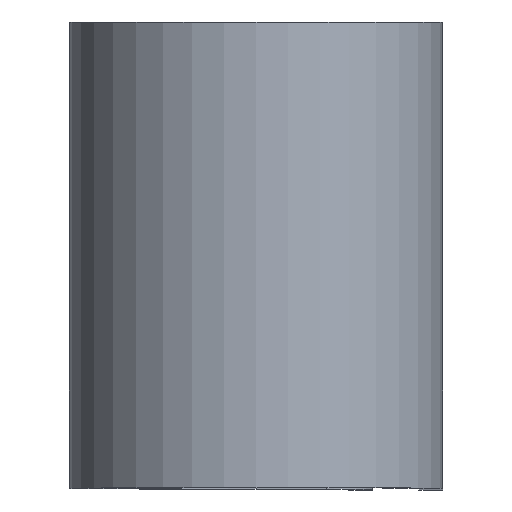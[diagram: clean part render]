
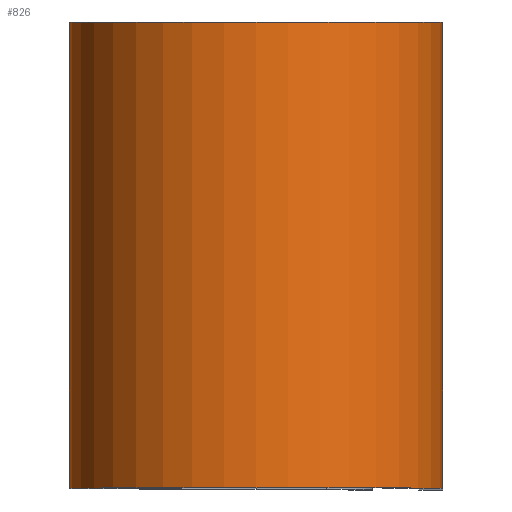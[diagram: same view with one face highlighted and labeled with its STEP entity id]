
A CAD part, top view. The second image highlights one B-rep face of the part: STEP entity #826.
In plain terms, the highlighted cylindrical face has radius 6.363 mm (diameter 12.725 mm), a partial arc.
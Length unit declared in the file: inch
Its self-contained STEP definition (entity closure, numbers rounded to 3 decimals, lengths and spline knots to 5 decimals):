
#15 = VECTOR ( 'NONE', #374, 39.37008 ) ;
#26 = VECTOR ( 'NONE', #390, 39.37008 ) ;
#35 = DIRECTION ( 'NONE',  ( 1., 0., 0. ) ) ;
#81 = VERTEX_POINT ( 'NONE', #462 ) ;
#121 = ORIENTED_EDGE ( 'NONE', *, *, #248, .T. ) ;
#199 = LINE ( 'NONE', #567, #15 ) ;
#234 = DIRECTION ( 'NONE',  ( 0., 1., 0. ) ) ;
#248 = EDGE_CURVE ( 'NONE', #253, #81, #485, .T. ) ;
#249 = AXIS2_PLACEMENT_3D ( 'NONE', #334, #656, #806 ) ;
#253 = VERTEX_POINT ( 'NONE', #550 ) ;
#286 = EDGE_CURVE ( 'NONE', #789, #546, #676, .T. ) ;
#334 = CARTESIAN_POINT ( 'NONE',  ( 0., 0.3125, 0.437 ) ) ;
#374 = DIRECTION ( 'NONE',  ( 0., -1., 0. ) ) ;
#377 = LINE ( 'NONE', #642, #26 ) ;
#390 = DIRECTION ( 'NONE',  ( 0., -1., 0. ) ) ;
#399 = CARTESIAN_POINT ( 'NONE',  ( -0.2505, 0.3125, 0.437 ) ) ;
#434 = DIRECTION ( 'NONE',  ( 0., 1., 0. ) ) ;
#462 = CARTESIAN_POINT ( 'NONE',  ( 0.2505, -0.3125, 0.437 ) ) ;
#485 = CIRCLE ( 'NONE', #555, 0.2505 ) ;
#508 = FACE_OUTER_BOUND ( 'NONE', #862, .T. ) ;
#546 = VERTEX_POINT ( 'NONE', #564 ) ;
#550 = CARTESIAN_POINT ( 'NONE',  ( -0.2505, -0.3125, 0.437 ) ) ;
#555 = AXIS2_PLACEMENT_3D ( 'NONE', #619, #234, #690 ) ;
#564 = CARTESIAN_POINT ( 'NONE',  ( 0.2505, 0.3125, 0.437 ) ) ;
#567 = CARTESIAN_POINT ( 'NONE',  ( 0.2505, 0.3125, 0.437 ) ) ;
#596 = ORIENTED_EDGE ( 'NONE', *, *, #766, .T. ) ;
#617 = EDGE_CURVE ( 'NONE', #546, #81, #199, .T. ) ;
#619 = CARTESIAN_POINT ( 'NONE',  ( 0., -0.3125, 0.437 ) ) ;
#621 = ORIENTED_EDGE ( 'NONE', *, *, #286, .F. ) ;
#624 = AXIS2_PLACEMENT_3D ( 'NONE', #842, #434, #35 ) ;
#642 = CARTESIAN_POINT ( 'NONE',  ( -0.2505, 0.3125, 0.437 ) ) ;
#656 = DIRECTION ( 'NONE',  ( 0., -1., 0. ) ) ;
#676 = CIRCLE ( 'NONE', #624, 0.2505 ) ;
#690 = DIRECTION ( 'NONE',  ( 1., 0., 0. ) ) ;
#766 = EDGE_CURVE ( 'NONE', #789, #253, #377, .T. ) ;
#789 = VERTEX_POINT ( 'NONE', #399 ) ;
#806 = DIRECTION ( 'NONE',  ( 0., 0., -1. ) ) ;
#810 = ORIENTED_EDGE ( 'NONE', *, *, #617, .F. ) ;
#826 = ADVANCED_FACE ( 'NONE', ( #508 ), #860, .T. ) ;
#842 = CARTESIAN_POINT ( 'NONE',  ( 0., 0.3125, 0.437 ) ) ;
#860 = CYLINDRICAL_SURFACE ( 'NONE', #249, 0.2505 ) ;
#862 = EDGE_LOOP ( 'NONE', ( #121, #810, #621, #596 ) ) ;
